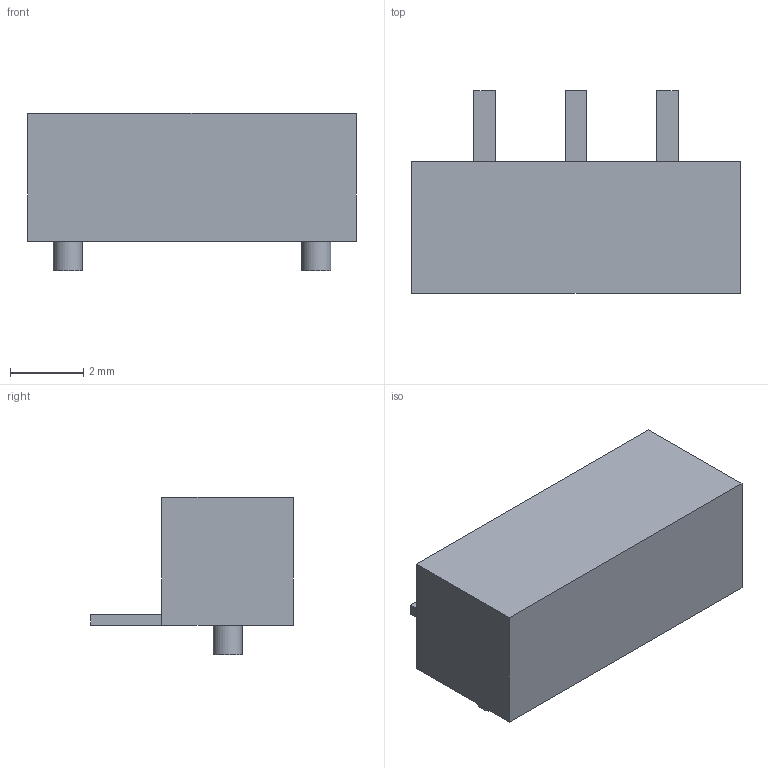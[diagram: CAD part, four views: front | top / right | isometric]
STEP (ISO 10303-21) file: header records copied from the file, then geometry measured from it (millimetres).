
FILE_DESCRIPTION( ( '' ), ' ' );
FILE_NAME( '5938cb82f26b8818f5451a38.step', '2017-06-08T03:58:58', ( '' ), ( '' ), ' ', ' ', ' ' );
FILE_SCHEMA( ( 'AUTOMOTIVE_DESIGN { 1 0 10303 214 1 1 1 1 }' ) );
Length unit declared in the file: metre
Products named in the file (1): Open CASCADE STEP translator 6.8 1
Bounding box: 9 x 5.55 x 4.3 mm (x, y, z)
Volume: 115.3 mm3; surface area: 167.6 mm2
Topology: 1 solids, 1 shells, 22 faces, 56 edges, 38 vertices
Faces by surface type: plane 20, cylinder 2
Full cylindrical faces by diameter (mm): 0.8 x2
Entity records: 1084 total; most frequent: CARTESIAN_POINT 111, ORIENTED_EDGE 104, DIRECTION 102, STYLED_ITEM 74, PRESENTATION_STYLE_ASSIGNMENT 74, COLOUR_RGB 74, EDGE_CURVE 52, CURVE_STYLE 52
